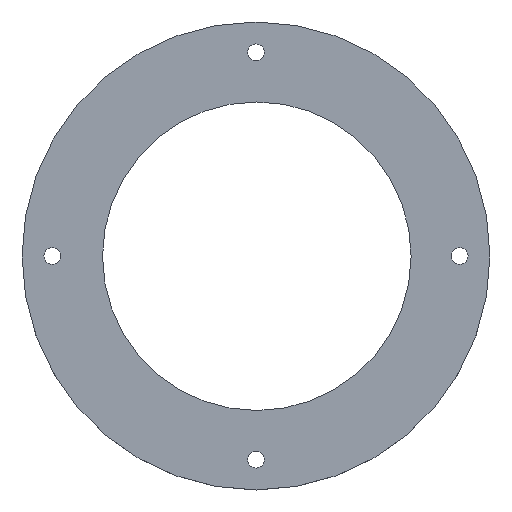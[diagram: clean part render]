
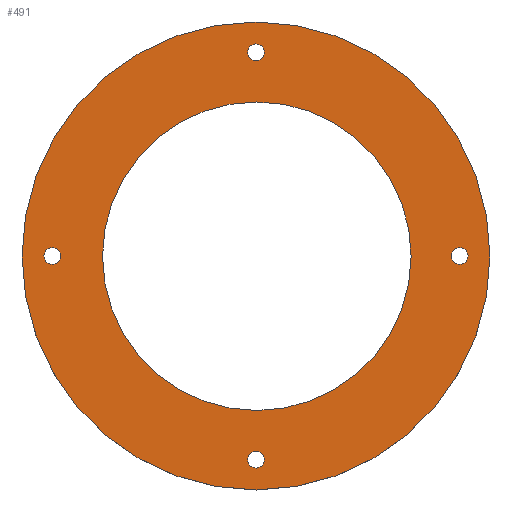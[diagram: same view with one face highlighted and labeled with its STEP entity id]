
A CAD part, top view. The second image highlights one B-rep face of the part: STEP entity #491.
In plain terms, the highlighted planar face has unit normal (0, 0, 1).
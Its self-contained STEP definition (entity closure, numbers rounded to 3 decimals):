
#22=FACE_BOUND('',#92,.T.);
#23=FACE_BOUND('',#93,.T.);
#24=FACE_BOUND('',#94,.T.);
#25=FACE_BOUND('',#95,.T.);
#26=FACE_BOUND('',#96,.T.);
#30=PLANE('',#578);
#57=FACE_OUTER_BOUND('',#91,.T.);
#91=EDGE_LOOP('',(#436));
#92=EDGE_LOOP('',(#437));
#93=EDGE_LOOP('',(#438));
#94=EDGE_LOOP('',(#439));
#95=EDGE_LOOP('',(#440));
#96=EDGE_LOOP('',(#441));
#147=CIRCLE('',#513,30.5);
#184=CIRCLE('',#569,1.675);
#185=CIRCLE('',#571,1.675);
#186=CIRCLE('',#573,1.675);
#187=CIRCLE('',#575,1.675);
#188=CIRCLE('',#577,46.25);
#193=VERTEX_POINT('',#763);
#230=VERTEX_POINT('',#873);
#231=VERTEX_POINT('',#877);
#232=VERTEX_POINT('',#881);
#233=VERTEX_POINT('',#885);
#234=VERTEX_POINT('',#889);
#241=EDGE_CURVE('',#193,#193,#147,.T.);
#295=EDGE_CURVE('',#230,#230,#184,.T.);
#297=EDGE_CURVE('',#231,#231,#185,.T.);
#299=EDGE_CURVE('',#232,#232,#186,.T.);
#301=EDGE_CURVE('',#233,#233,#187,.T.);
#302=EDGE_CURVE('',#234,#234,#188,.T.);
#436=ORIENTED_EDGE('',*,*,#302,.T.);
#437=ORIENTED_EDGE('',*,*,#241,.T.);
#438=ORIENTED_EDGE('',*,*,#295,.T.);
#439=ORIENTED_EDGE('',*,*,#297,.T.);
#440=ORIENTED_EDGE('',*,*,#299,.T.);
#441=ORIENTED_EDGE('',*,*,#301,.T.);
#491=ADVANCED_FACE('',(#57,#22,#23,#24,#25,#26),#30,.T.);
#513=AXIS2_PLACEMENT_3D('',#765,#597,#598);
#569=AXIS2_PLACEMENT_3D('',#875,#726,#727);
#571=AXIS2_PLACEMENT_3D('',#879,#731,#732);
#573=AXIS2_PLACEMENT_3D('',#883,#736,#737);
#575=AXIS2_PLACEMENT_3D('',#887,#741,#742);
#577=AXIS2_PLACEMENT_3D('',#890,#745,#746);
#578=AXIS2_PLACEMENT_3D('',#892,#748,#749);
#597=DIRECTION('center_axis',(0.,0.,-1.));
#598=DIRECTION('ref_axis',(1.,0.,0.));
#726=DIRECTION('center_axis',(0.,0.,-1.));
#727=DIRECTION('ref_axis',(1.,0.,0.));
#731=DIRECTION('center_axis',(0.,0.,-1.));
#732=DIRECTION('ref_axis',(1.,0.,0.));
#736=DIRECTION('center_axis',(0.,0.,-1.));
#737=DIRECTION('ref_axis',(1.,0.,0.));
#741=DIRECTION('center_axis',(0.,0.,-1.));
#742=DIRECTION('ref_axis',(1.,0.,0.));
#745=DIRECTION('center_axis',(0.,0.,1.));
#746=DIRECTION('ref_axis',(1.,0.,0.));
#748=DIRECTION('center_axis',(0.,0.,1.));
#749=DIRECTION('ref_axis',(1.,0.,0.));
#763=CARTESIAN_POINT('',(-30.34,-0.051,5.2));
#765=CARTESIAN_POINT('Origin',(0.16,-0.051,5.2));
#873=CARTESIAN_POINT('',(-1.675,-40.25,5.2));
#875=CARTESIAN_POINT('Origin',(0.,-40.25,5.2));
#877=CARTESIAN_POINT('',(-41.925,0.,5.2));
#879=CARTESIAN_POINT('Origin',(-40.25,0.,5.2));
#881=CARTESIAN_POINT('',(38.575,0.,5.2));
#883=CARTESIAN_POINT('Origin',(40.25,0.,5.2));
#885=CARTESIAN_POINT('',(-1.675,40.25,5.2));
#887=CARTESIAN_POINT('Origin',(0.,40.25,5.2));
#889=CARTESIAN_POINT('',(-46.25,0.,5.2));
#890=CARTESIAN_POINT('Origin',(0.,0.,5.2));
#892=CARTESIAN_POINT('Origin',(0.,0.,5.2));
